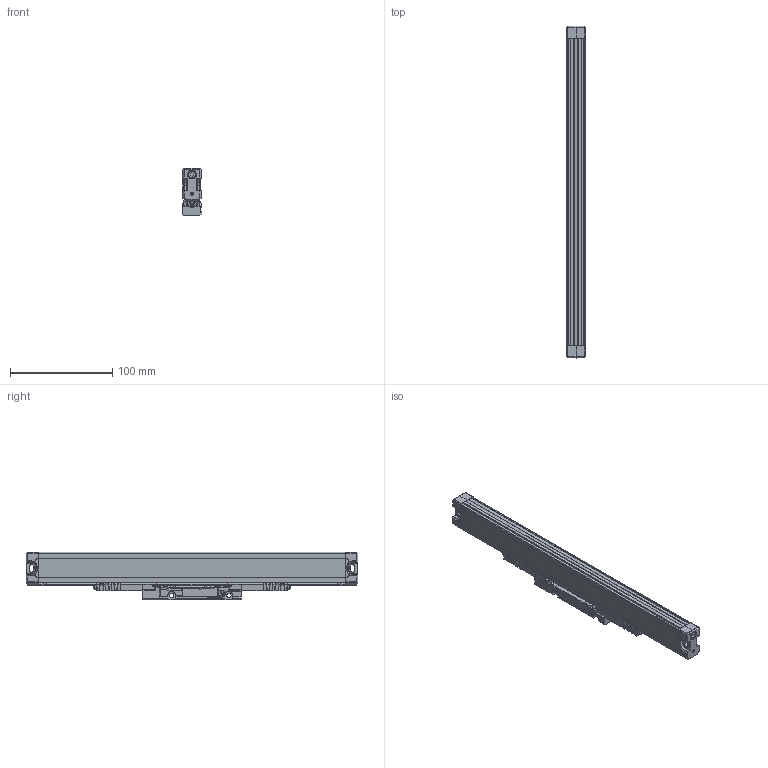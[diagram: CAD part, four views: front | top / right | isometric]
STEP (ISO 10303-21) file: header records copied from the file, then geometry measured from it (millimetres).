
FILE_DESCRIPTION(/* description */ (''),/* implementation_level */ '2;1');
FILE_NAME(/* name */ 'FN101A022_C____FORTiS SYSTEM.stp',/* time_stamp */ '2020-12-09T07:14:16+00:00',/* author */ (''),/* organization */ (''),/* preprocessor_version */ 'ST-DEVELOPER v16.7',/* originating_system */ 'SIEMENS PLM Software NX 1942',/* authorisation */ '');
FILE_SCHEMA (('AUTOMOTIVE_DESIGN { 1 0 10303 214 3 1 1 1 }'));
Products named in the file (1): mb133B50ADB729mz
Bounding box: 18.25 x 325 x 46.2 mm (x, y, z)
Volume: 93804.7 mm3; surface area: 107341.6 mm2
Topology: 117 solids, 117 shells, 5885 faces, 14508 edges, 8829 vertices
Faces by surface type: plane 2652, cylinder 1673, bspline 818, cone 201, sphere 195, extrusion 190, torus 154, revolution 2
Full cylindrical faces by diameter (mm): 0.8 x6, 1.5 x4, 1.6 x12, 1.7 x1, 2 x2, 2.05 x2, 2.36 x2, 2.438 x2, 2.5 x4, 2.515 x1, 2.6 x3, 2.65 x2, 2.874 x1, 3 x3, 3.4 x2, 3.556 x2, 3.8 x4, 4 x4, 4.5 x6, 7.1 x2, 8.68 x2, 9.75 x2, 10.1 x1, 11.1 x1, 11.3 x1
Entity records: 216592 total; most frequent: CARTESIAN_POINT 68078, ORIENTED_EDGE 28252, DIRECTION 25278, EDGE_CURVE 14126, VERTEX_POINT 8754, AXIS2_PLACEMENT_3D 8448, VECTOR 8380, LINE 8190
